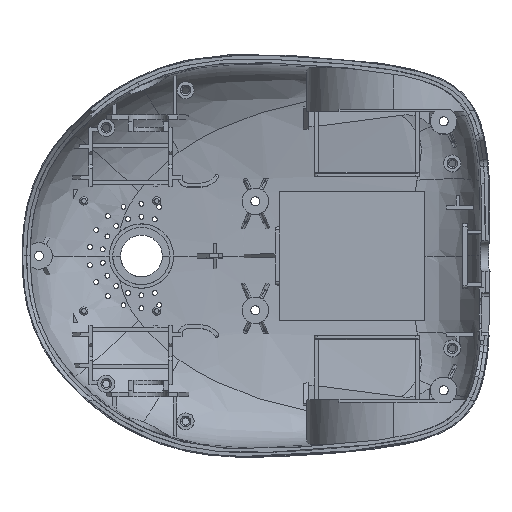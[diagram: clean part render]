
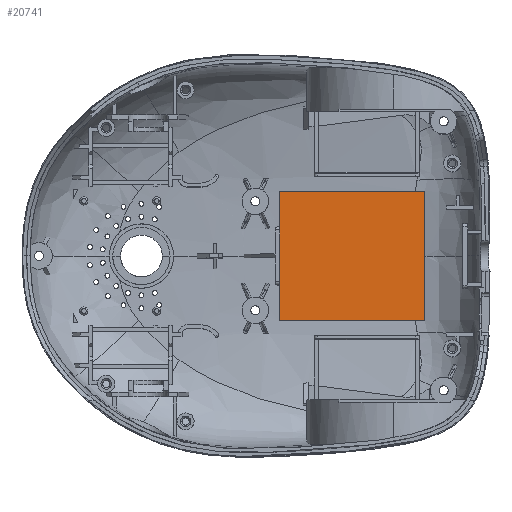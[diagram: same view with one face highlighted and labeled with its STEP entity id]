
A CAD part, top view. The second image highlights one B-rep face of the part: STEP entity #20741.
In plain terms, the highlighted planar face has unit normal (0, 0, 1).
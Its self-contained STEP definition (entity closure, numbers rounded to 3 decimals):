
#18009=CARTESIAN_POINT('Line Origine',(101.466,-20.,-38.58)) ;
#18013=CARTESIAN_POINT('Vertex',(123.966,-20.,-38.58)) ;
#18015=CARTESIAN_POINT('Vertex',(78.966,-20.,-38.58)) ;
#18054=CARTESIAN_POINT('Line Origine',(79.079,-9.,-38.58)) ;
#18058=CARTESIAN_POINT('Vertex',(79.191,-9.,-38.58)) ;
#18060=CARTESIAN_POINT('Vertex',(78.966,-9.,-38.58)) ;
#20688=CARTESIAN_POINT('Axis2P3D Location',(0.,0.,-38.58)) ;
#20693=CARTESIAN_POINT('Line Origine',(123.966,0.,-38.58)) ;
#20697=CARTESIAN_POINT('Vertex',(123.966,20.,-38.58)) ;
#20700=CARTESIAN_POINT('Line Origine',(101.466,20.,-38.58)) ;
#20704=CARTESIAN_POINT('Vertex',(78.966,20.,-38.58)) ;
#20707=CARTESIAN_POINT('Line Origine',(78.966,14.5,-38.58)) ;
#20711=CARTESIAN_POINT('Vertex',(78.966,9.,-38.58)) ;
#20714=CARTESIAN_POINT('Line Origine',(79.079,9.,-38.58)) ;
#20718=CARTESIAN_POINT('Vertex',(79.191,9.,-38.58)) ;
#20721=CARTESIAN_POINT('Line Origine',(79.191,0.,-38.58)) ;
#20726=CARTESIAN_POINT('Line Origine',(78.966,-14.5,-38.58)) ;
#18010=DIRECTION('Vector Direction',(-1.,0.,0.)) ;
#18055=DIRECTION('Vector Direction',(-1.,0.,0.)) ;
#20689=DIRECTION('Axis2P3D Direction',(0.,0.,1.)) ;
#20690=DIRECTION('Axis2P3D XDirection',(1.,0.,0.)) ;
#20694=DIRECTION('Vector Direction',(0.,-1.,0.)) ;
#20701=DIRECTION('Vector Direction',(1.,0.,0.)) ;
#20708=DIRECTION('Vector Direction',(0.,1.,0.)) ;
#20715=DIRECTION('Vector Direction',(-1.,0.,0.)) ;
#20722=DIRECTION('Vector Direction',(0.,-1.,0.)) ;
#20727=DIRECTION('Vector Direction',(0.,1.,0.)) ;
#20691=AXIS2_PLACEMENT_3D('Plane Axis2P3D',#20688,#20689,#20690) ;
#20732=ORIENTED_EDGE('',*,*,#18017,.F.) ;
#20733=ORIENTED_EDGE('',*,*,#20699,.F.) ;
#20734=ORIENTED_EDGE('',*,*,#20706,.F.) ;
#20735=ORIENTED_EDGE('',*,*,#20713,.F.) ;
#20736=ORIENTED_EDGE('',*,*,#20720,.F.) ;
#20737=ORIENTED_EDGE('',*,*,#20725,.T.) ;
#20738=ORIENTED_EDGE('',*,*,#18062,.T.) ;
#20739=ORIENTED_EDGE('',*,*,#20730,.F.) ;
#18011=VECTOR('Line Direction',#18010,1.) ;
#18056=VECTOR('Line Direction',#18055,1.) ;
#20695=VECTOR('Line Direction',#20694,1.) ;
#20702=VECTOR('Line Direction',#20701,1.) ;
#20709=VECTOR('Line Direction',#20708,1.) ;
#20716=VECTOR('Line Direction',#20715,1.) ;
#20723=VECTOR('Line Direction',#20722,1.) ;
#20728=VECTOR('Line Direction',#20727,1.) ;
#20741=ADVANCED_FACE('MANIFOLD_SOLID_BREP #185941',(#20740),#20692,.T.) ;
#18017=EDGE_CURVE('',#18014,#18016,#18012,.T.) ;
#18062=EDGE_CURVE('',#18059,#18061,#18057,.T.) ;
#20699=EDGE_CURVE('',#20698,#18014,#20696,.T.) ;
#20706=EDGE_CURVE('',#20705,#20698,#20703,.T.) ;
#20713=EDGE_CURVE('',#20712,#20705,#20710,.T.) ;
#20720=EDGE_CURVE('',#20719,#20712,#20717,.T.) ;
#20725=EDGE_CURVE('',#20719,#18059,#20724,.T.) ;
#20730=EDGE_CURVE('',#18016,#18061,#20729,.T.) ;
#20731=EDGE_LOOP('',(#20732,#20733,#20734,#20735,#20736,#20737,#20738,#20739)) ;
#20740=FACE_OUTER_BOUND('',#20731,.T.) ;
#18012=LINE('Line',#18009,#18011) ;
#18057=LINE('Line',#18054,#18056) ;
#20696=LINE('Line',#20693,#20695) ;
#20703=LINE('Line',#20700,#20702) ;
#20710=LINE('Line',#20707,#20709) ;
#20717=LINE('Line',#20714,#20716) ;
#20724=LINE('Line',#20721,#20723) ;
#20729=LINE('Line',#20726,#20728) ;
#20692=PLANE('',#20691) ;
#18014=VERTEX_POINT('',#18013) ;
#18016=VERTEX_POINT('',#18015) ;
#18059=VERTEX_POINT('',#18058) ;
#18061=VERTEX_POINT('',#18060) ;
#20698=VERTEX_POINT('',#20697) ;
#20705=VERTEX_POINT('',#20704) ;
#20712=VERTEX_POINT('',#20711) ;
#20719=VERTEX_POINT('',#20718) ;
